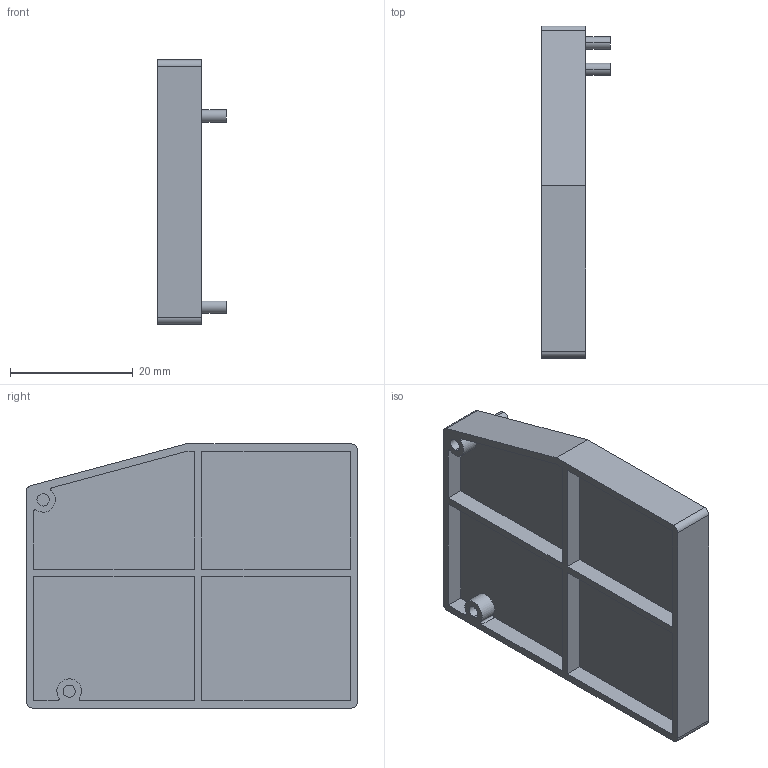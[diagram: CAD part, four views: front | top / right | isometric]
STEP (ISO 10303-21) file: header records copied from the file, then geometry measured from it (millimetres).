
FILE_DESCRIPTION(('CATIA V5 STEP Exchange','CAx-IF Rec.Pracs.--- Model Styling and Organization---1.2---2011-12-15'),'2;1');
FILE_NAME ('D1459570_0_1937030000_1937030000.stp','2018-09-20T15:43:18+00:00',('none'),('Weidmueller'),'CATIA Version 5-6 Release 2014','CATIA V5 STEP AP214','none');
FILE_SCHEMA(('AUTOMOTIVE_DESIGN { 1 0 10303 214 1 1 1 1 }'));
Length unit declared in the file: millimetre
Products named in the file (1): 1937030000
Bounding box: 11.2 x 54 x 43 mm (x, y, z)
Volume: 5336.2 mm3; surface area: 7982.5 mm2
Topology: 1 solids, 1 shells, 79 faces, 195 edges, 130 vertices
Faces by surface type: plane 55, cylinder 24
Entity records: 2082 total; most frequent: ORIENTED_EDGE 390, CARTESIAN_POINT 359, DIRECTION 261, EDGE_CURVE 195, VECTOR 147, LINE 147, VERTEX_POINT 130, EDGE_LOOP 91
